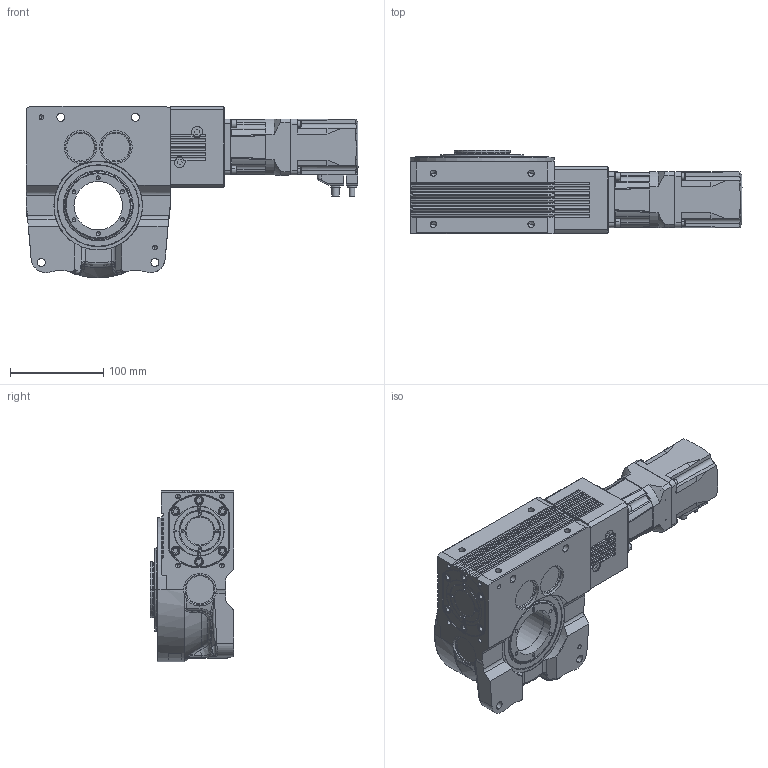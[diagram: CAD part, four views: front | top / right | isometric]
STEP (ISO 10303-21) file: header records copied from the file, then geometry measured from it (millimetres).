
FILE_DESCRIPTION (( 'STEP AP203' ), '1' );
FILE_NAME ('RGV069V4447X000.STEP', '2022-07-13T02:55:17', ( '' ), ( '' ), 'SwSTEP 2.0', 'SolidWorks 2019', '' );
FILE_SCHEMA (( 'CONFIG_CONTROL_DESIGN' ));
Length unit declared in the file: millimetre
Products named in the file (7): CAP-M5-SC_M5x15; RGV063-減速機ベース_PRT019163; RGV063-012_024GT-00_PRT019162; Outside_9810086272_HPN-14A-05-JxAEA-YB1-OM; B1290; CAP-M4-SC_M4x12; RGV069V4447X000
Assembly tree (12 placements, depth 2):
  RGV069V4447X000
    RGV063-012_024GT-00_PRT019162
    RGV063-減速機ベース_PRT019163
    Outside_9810086272_HPN-14A-05-JxAEA-YB1-OM
    B1290
    CAP-M5-SC_M5x15  x4
    CAP-M4-SC_M4x12  x4
Bounding box: 356.5 x 90 x 184.55 mm (x, y, z)
Volume: 2539654.7 mm3; surface area: 313716.9 mm2
Topology: 14 solids, 14 shells, 2585 faces, 6322 edges, 3905 vertices
Faces by surface type: plane 1030, cylinder 882, cone 409, torus 148, bspline 87, sphere 29
Entity records: 81136 total; most frequent: CARTESIAN_POINT 21605, DIRECTION 12625, ORIENTED_EDGE 11912, EDGE_CURVE 5956, AXIS2_PLACEMENT_3D 4735, VERTEX_POINT 3773, VECTOR 3155, LINE 3155
